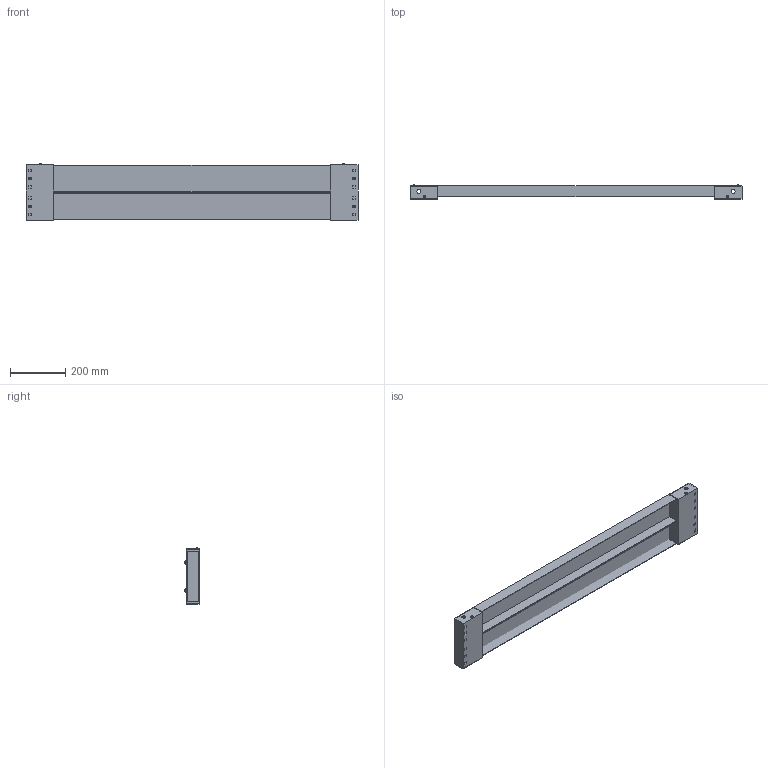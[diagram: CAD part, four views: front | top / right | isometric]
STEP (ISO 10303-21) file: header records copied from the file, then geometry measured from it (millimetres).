
FILE_DESCRIPTION (( 'STEP AP203' ), '1' );
FILE_NAME ('ZAK0C2.step', '2021-06-30T17:22:07', ( 'ADC123' ), ( 'Microsoft' ), 'SwSTEP 2.0', 'SolidWorks 2021', '' );
FILE_SCHEMA (( 'CONFIG_CONTROL_DESIGN' ));
Length unit declared in the file: inch
Products named in the file (1): ZAK0C2
Bounding box: 1198 x 50.7 x 203.74 mm (x, y, z)
Volume: 972394.9 mm3; surface area: 990232 mm2
Topology: 18 solids, 18 shells, 760 faces, 2030 edges, 1318 vertices
Faces by surface type: plane 488, cylinder 248, cone 14, bspline 10
Full cylindrical faces by diameter (mm): 4.25 x4, 4.917 x4, 5 x2, 6 x4, 7 x8, 10 x2, 14 x8, 15.5 x8
Entity records: 24359 total; most frequent: CARTESIAN_POINT 5361, ORIENTED_EDGE 3948, DIRECTION 3754, EDGE_CURVE 1974, LINE 1488, VECTOR 1488, VERTEX_POINT 1312, AXIS2_PLACEMENT_3D 1133
